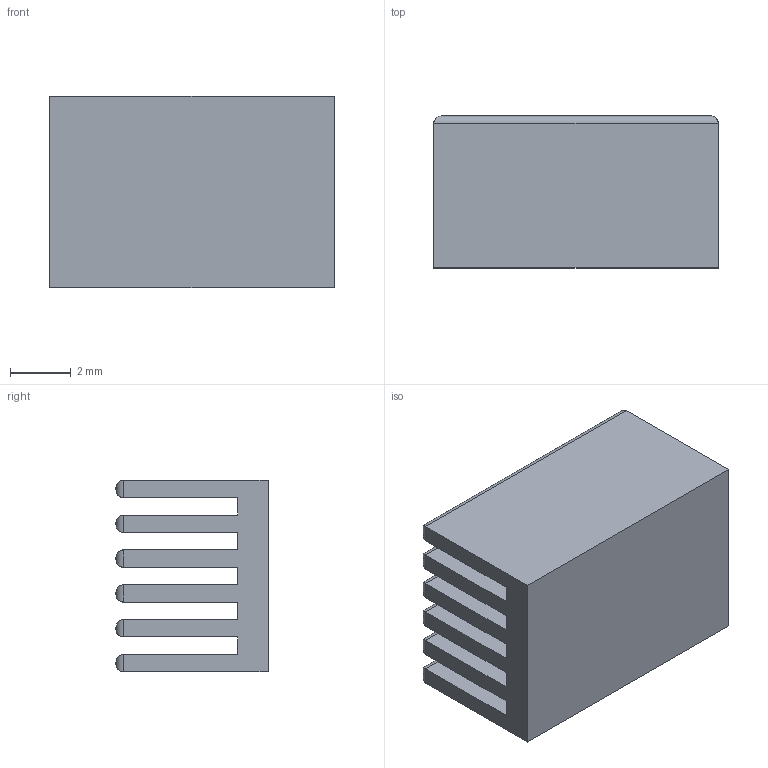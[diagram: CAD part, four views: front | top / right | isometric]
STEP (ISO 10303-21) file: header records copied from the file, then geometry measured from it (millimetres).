
FILE_DESCRIPTION(/* description */ (''),/* implementation_level */ '2;1');
FILE_NAME(/* name */ 'OPAMP_HS_4_F.step',/* time_stamp */ '2022-01-02T20:22:44+02:00',/* author */ (''),/* organization */ (''),/* preprocessor_version */ 'ST-DEVELOPER v18.1',/* originating_system */ 'Autodesk Translation Framework v10.10.0.1391',/* authorisation */ '');
FILE_SCHEMA (('AUTOMOTIVE_DESIGN { 1 0 10303 214 3 1 1 }'));
Length unit declared in the file: millimetre
Products named in the file (1): HS_4_OPAMP
Bounding box: 9.35 x 5 x 6.3 mm (x, y, z)
Volume: 185.7 mm3; surface area: 612.3 mm2
Topology: 1 solids, 1 shells, 50 faces, 120 edges, 72 vertices
Faces by surface type: plane 26, cylinder 24
Entity records: 1456 total; most frequent: DIRECTION 246, CARTESIAN_POINT 243, ORIENTED_EDGE 240, EDGE_CURVE 120, LINE 96, VECTOR 96, AXIS2_PLACEMENT_3D 75, VERTEX_POINT 72
